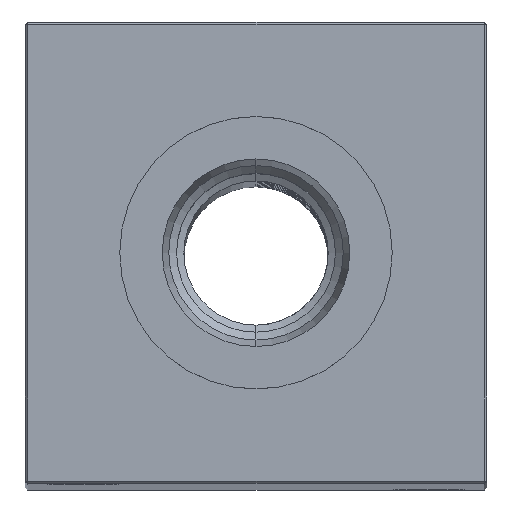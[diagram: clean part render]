
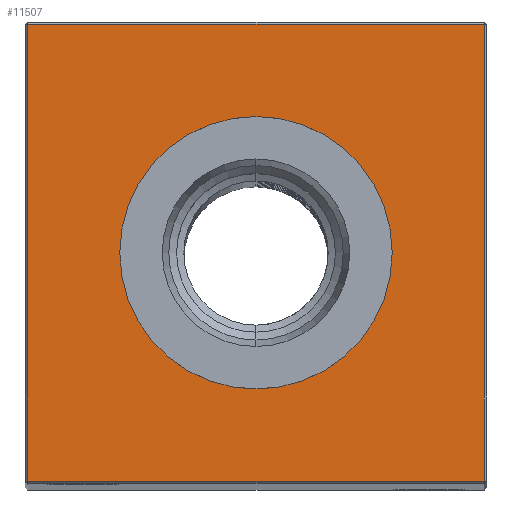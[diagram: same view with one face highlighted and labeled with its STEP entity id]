
A CAD part, top view. The second image highlights one B-rep face of the part: STEP entity #11507.
In plain terms, the highlighted planar face has unit normal (0, 0, 1).
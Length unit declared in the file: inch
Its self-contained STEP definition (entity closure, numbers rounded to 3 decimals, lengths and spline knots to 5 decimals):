
#313 = VERTEX_POINT ( 'NONE', #3460 ) ;
#391 = EDGE_LOOP ( 'NONE', ( #22889, #9647, #12182, #23432 ) ) ;
#638 = CARTESIAN_POINT ( 'NONE',  ( -0.99, 0.99, 16.25 ) ) ;
#1336 = PLANE ( 'NONE',  #8931 ) ;
#3460 = CARTESIAN_POINT ( 'NONE',  ( 0.99, -0.99, 16.25 ) ) ;
#3861 = AXIS2_PLACEMENT_3D ( 'NONE', #22326, #25129, #13052 ) ;
#3893 = DIRECTION ( 'NONE',  ( 0., -1., 0. ) ) ;
#4574 = CARTESIAN_POINT ( 'NONE',  ( 0.99, 0.99, 16.25 ) ) ;
#4955 = VERTEX_POINT ( 'NONE', #638 ) ;
#5354 = CIRCLE ( 'NONE', #3861, 0.59055 ) ;
#5662 = DIRECTION ( 'NONE',  ( 0., 0., -1. ) ) ;
#7253 = VECTOR ( 'NONE', #8107, 39.37008 ) ;
#7475 = LINE ( 'NONE', #22745, #28178 ) ;
#7797 = CARTESIAN_POINT ( 'NONE',  ( 0., 0., 16.25 ) ) ;
#8107 = DIRECTION ( 'NONE',  ( 1., 0., 0. ) ) ;
#8697 = ORIENTED_EDGE ( 'NONE', *, *, #29433, .T. ) ;
#8931 = AXIS2_PLACEMENT_3D ( 'NONE', #7797, #12860, #10464 ) ;
#9109 = CARTESIAN_POINT ( 'NONE',  ( -0.99, 0., 16.25 ) ) ;
#9299 = CIRCLE ( 'NONE', #24583, 0.59055 ) ;
#9647 = ORIENTED_EDGE ( 'NONE', *, *, #28693, .T. ) ;
#9939 = VERTEX_POINT ( 'NONE', #25908 ) ;
#10464 = DIRECTION ( 'NONE',  ( -1., 0., 0. ) ) ;
#10551 = VECTOR ( 'NONE', #3893, 39.37008 ) ;
#11507 = ADVANCED_FACE ( 'NONE', ( #14666, #15106 ), #1336, .F. ) ;
#12182 = ORIENTED_EDGE ( 'NONE', *, *, #25887, .T. ) ;
#12444 = LINE ( 'NONE', #28571, #7253 ) ;
#12860 = DIRECTION ( 'NONE',  ( 0., 0., -1. ) ) ;
#13052 = DIRECTION ( 'NONE',  ( -1., 0., 0. ) ) ;
#13744 = CARTESIAN_POINT ( 'NONE',  ( -0.99, -0.99, 16.25 ) ) ;
#14666 = FACE_OUTER_BOUND ( 'NONE', #391, .T. ) ;
#15106 = FACE_BOUND ( 'NONE', #26513, .T. ) ;
#17477 = EDGE_CURVE ( 'NONE', #26036, #9939, #9299, .T. ) ;
#20151 = EDGE_CURVE ( 'NONE', #4955, #22973, #29576, .T. ) ;
#21450 = VECTOR ( 'NONE', #26779, 39.37008 ) ;
#21818 = CARTESIAN_POINT ( 'NONE',  ( 0., 0.59055, 16.25 ) ) ;
#22326 = CARTESIAN_POINT ( 'NONE',  ( 0., 0., 16.25 ) ) ;
#22612 = CARTESIAN_POINT ( 'NONE',  ( 0., 0.99, 16.25 ) ) ;
#22666 = EDGE_CURVE ( 'NONE', #27359, #4955, #24554, .T. ) ;
#22745 = CARTESIAN_POINT ( 'NONE',  ( 0.99, 0., 16.25 ) ) ;
#22889 = ORIENTED_EDGE ( 'NONE', *, *, #20151, .T. ) ;
#22890 = DIRECTION ( 'NONE',  ( 0., 1., 0. ) ) ;
#22973 = VERTEX_POINT ( 'NONE', #13744 ) ;
#23432 = ORIENTED_EDGE ( 'NONE', *, *, #22666, .T. ) ;
#24497 = CARTESIAN_POINT ( 'NONE',  ( 0., 0., 16.25 ) ) ;
#24554 = LINE ( 'NONE', #22612, #21450 ) ;
#24583 = AXIS2_PLACEMENT_3D ( 'NONE', #24497, #5662, #26718 ) ;
#25129 = DIRECTION ( 'NONE',  ( 0., 0., -1. ) ) ;
#25887 = EDGE_CURVE ( 'NONE', #313, #27359, #7475, .T. ) ;
#25908 = CARTESIAN_POINT ( 'NONE',  ( 0., -0.59055, 16.25 ) ) ;
#26036 = VERTEX_POINT ( 'NONE', #21818 ) ;
#26513 = EDGE_LOOP ( 'NONE', ( #26647, #8697 ) ) ;
#26647 = ORIENTED_EDGE ( 'NONE', *, *, #17477, .T. ) ;
#26718 = DIRECTION ( 'NONE',  ( -1., 0., 0. ) ) ;
#26779 = DIRECTION ( 'NONE',  ( -1., 0., 0. ) ) ;
#27359 = VERTEX_POINT ( 'NONE', #4574 ) ;
#28178 = VECTOR ( 'NONE', #22890, 39.37008 ) ;
#28571 = CARTESIAN_POINT ( 'NONE',  ( 0., -0.99, 16.25 ) ) ;
#28693 = EDGE_CURVE ( 'NONE', #22973, #313, #12444, .T. ) ;
#29433 = EDGE_CURVE ( 'NONE', #9939, #26036, #5354, .T. ) ;
#29576 = LINE ( 'NONE', #9109, #10551 ) ;
